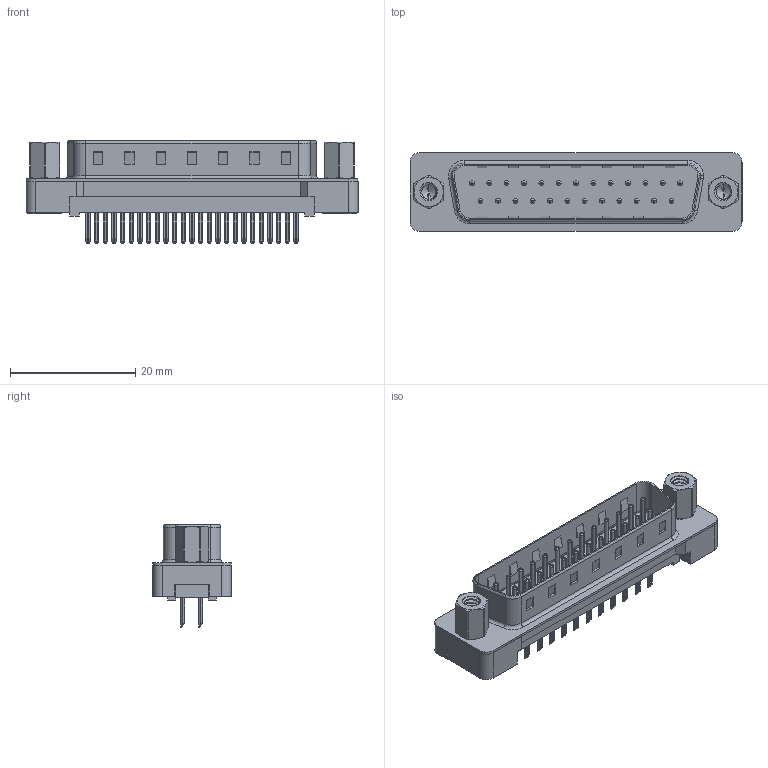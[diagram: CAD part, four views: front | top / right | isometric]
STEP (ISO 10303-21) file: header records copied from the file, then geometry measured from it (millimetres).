
FILE_DESCRIPTION (( 'STEP AP203' ), '1' );
FILE_NAME ('627-025-324-013.STEP', '2020-07-16T00:50:06', ( '' ), ( '' ), 'SwSTEP 2.0', 'SolidWorks 2020', '' );
FILE_SCHEMA (( 'CONFIG_CONTROL_DESIGN' ));
Length unit declared in the file: millimetre
Products named in the file (7): 627 Plastic Body Housing_25 Contacts; 627 PB 4-40 Threaded Rivet; 627 PB Shell_25 Contacts; 627 PB Contact Row 1_24; 627-025-324-013; 627 4-40 Hex Standoff; 627 PB Contact Row 2_24
Assembly tree (31 placements, depth 2):
  627-025-324-013
    627 Plastic Body Housing_25 Contacts
    627 PB Shell_25 Contacts
    627 PB Contact Row 1_24  x13
    627 PB Contact Row 2_24  x12
    627 PB 4-40 Threaded Rivet  x2
    627 4-40 Hex Standoff  x2
Bounding box: 53.04 x 12.6 x 16.3 mm (x, y, z)
Volume: 2766.4 mm3; surface area: 6395 mm2
Topology: 31 solids, 31 shells, 1893 faces, 5038 edges, 3243 vertices
Faces by surface type: plane 1175, cylinder 576, torus 94, cone 30, bspline 18
Entity records: 28207 total; most frequent: CARTESIAN_POINT 8191, ORIENTED_EDGE 3918, DIRECTION 3813, EDGE_CURVE 1959, LINE 1345, VECTOR 1345, VERTEX_POINT 1273, AXIS2_PLACEMENT_3D 1234
